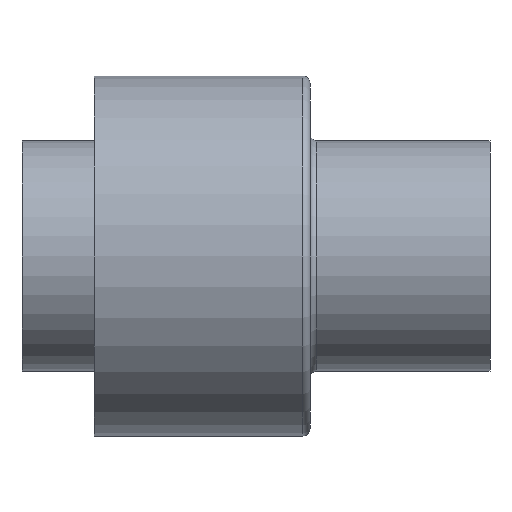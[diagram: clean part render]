
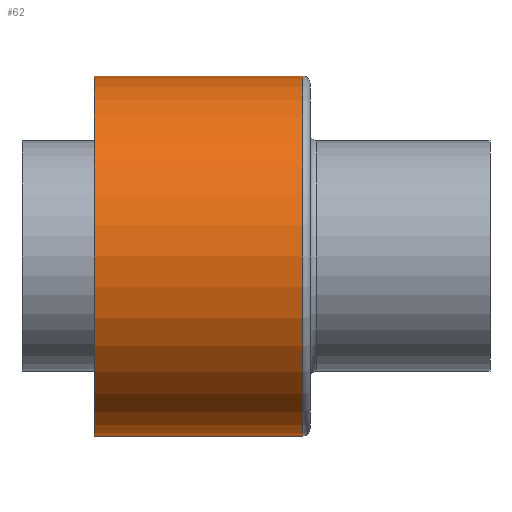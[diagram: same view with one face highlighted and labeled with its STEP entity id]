
A CAD part, front view. The second image highlights one B-rep face of the part: STEP entity #62.
In plain terms, the highlighted cylindrical face has radius 25 mm (diameter 50 mm), a full revolution.
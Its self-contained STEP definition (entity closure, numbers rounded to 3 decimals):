
#62 = ADVANCED_FACE( '', ( #131, #132 ), #133, .T. );
#131 = FACE_OUTER_BOUND( '', #194, .T. );
#132 = FACE_OUTER_BOUND( '', #195, .T. );
#133 = CYLINDRICAL_SURFACE( '', #196, 25. );
#194 = EDGE_LOOP( '', ( #275 ) );
#195 = EDGE_LOOP( '', ( #276 ) );
#196 = AXIS2_PLACEMENT_3D( '', #277, #278, #279 );
#275 = ORIENTED_EDGE( '', *, *, #302, .T. );
#276 = ORIENTED_EDGE( '', *, *, #311, .F. );
#277 = CARTESIAN_POINT( '', ( 65., 0., 0. ) );
#278 = DIRECTION( '', ( -1., 0., 0. ) );
#279 = DIRECTION( '', ( 0., 0., -1. ) );
#302 = EDGE_CURVE( '', #339, #339, #340, .T. );
#311 = EDGE_CURVE( '', #352, #352, #353, .T. );
#339 = VERTEX_POINT( '', #381 );
#340 = CIRCLE( '', #382, 25. );
#352 = VERTEX_POINT( '', #394 );
#353 = CIRCLE( '', #395, 25. );
#381 = CARTESIAN_POINT( '', ( 10., 0., -25. ) );
#382 = AXIS2_PLACEMENT_3D( '', #425, #426, #427 );
#394 = CARTESIAN_POINT( '', ( 39., 0., -25. ) );
#395 = AXIS2_PLACEMENT_3D( '', #437, #438, #439 );
#425 = CARTESIAN_POINT( '', ( 10., 0., 0. ) );
#426 = DIRECTION( '', ( 1., 0., 0. ) );
#427 = DIRECTION( '', ( 0., 0., -1. ) );
#437 = CARTESIAN_POINT( '', ( 39., 0., 0. ) );
#438 = DIRECTION( '', ( 1., 0., 0. ) );
#439 = DIRECTION( '', ( 0., 0., -1. ) );
